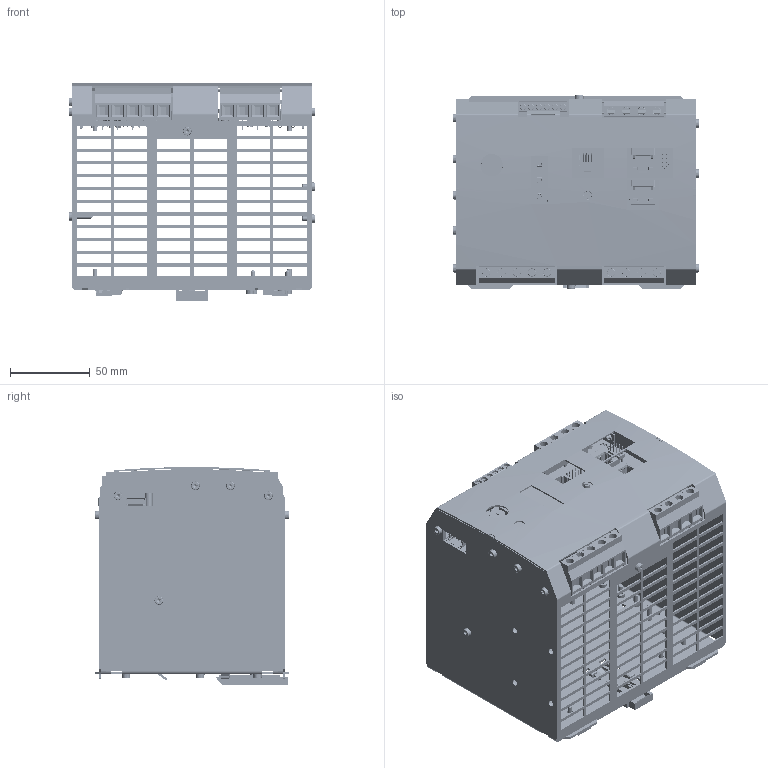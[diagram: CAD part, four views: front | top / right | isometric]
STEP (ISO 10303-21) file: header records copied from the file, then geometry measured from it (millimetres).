
FILE_DESCRIPTION(/* description */ (''),/* implementation_level */ '2;1');
FILE_NAME(/* name */ 'CBI24xx.stp',/* time_stamp */ '2016-06-16T09:49:16-04:00',/* author */ ('CAD Station'),/* organization */ (''),/* preprocessor_version */ 'ST-DEVELOPER v16.1',/* originating_system */ 'Autodesk Inventor 2016',/* authorisation */ '');
FILE_SCHEMA (('AUTOMOTIVE_DESIGN { 1 0 10303 214 3 1 1 }'));
Products named in the file (55): CS CBI480W A24.323.218 1A4 MCU I_O; MQF.002.100A5_Morsetto di terra; MQF.001.100_Morsetto M3; Strip 2P_5 H 14 Doppio Isolante; MDLSP1-14M; Strip 2P_5 H 08 Doppio Isolante; MDLSP1-08M; Strip 2P_5; SAURO 3P p.10 msp0300n; SAURO 2P p.10 msp0200n; SAURO 3P p.5 msq03001; AMP MODUII 2 Poli - TE c-0280377-01-r2-3d; AMP MODUII 4 Poli - TE c-0280378-01-r2-3d; Insulator; Pins; Pins_1; Pins_2; Pins_3; Pins_4; Pins_5; RJ 11 615006138521 Verticale; 1; 2; 3; 4; RJ 45 615008138021 Verticale; 14P Conn F Flat Cable Volante ; 14P Conn M Flat Cable EAD; CNY17; Strip 2P_4 H 14 Doppio Isolante; C_D9S6P10; MOV D14 14N511; Fusibile 5x20; C_Poliest_09_32H17_P28; Ponte KBU; Rele_VEGhA; R_Generica 2W_O; Potenziometro CA14VL12,5; Perno Trimmer CA14 Piccolo; CS CBI480W A24.323.218 1A4 MCU I_O - Assemblata ...
Assembly tree (118 placements, depth 4):
  CBI2420A
    CS CBI480W A24.323.218 1A4 MCU I_O - Assemblata
      CS CBI480W A24.323.218 1A4 MCU I_O
      MQF.002.100A5_Morsetto di terra  x5
      MQF.001.100_Morsetto M3  x2
      Strip 2P_5 H 14 Doppio Isolante
      MDLSP1-14M  x4
      Strip 2P_5 H 08 Doppio Isolante  x2
      MDLSP1-08M  x3
      Strip 2P_5
      SAURO 3P p.10 msp0300n
      SAURO 2P p.10 msp0200n  x5
      SAURO 3P p.5 msq03001  x2
      AMP MODUII 2 Poli - TE c-0280377-01-r2-3d  x2
      AMP MODUII 4 Poli - TE c-0280378-01-r2-3d
      RJ 11 615006138521 Verticale
        Insulator
        Pins
        Pins_1
        Pins_2
        Pins_3
        Pins_4
        Pins_5
      RJ 45 615008138021 Verticale  x2
        1
        2
        3
        4
      14P Conn F Flat Cable Volante 
      14P Conn M Flat Cable EAD
      CNY17
      Strip 2P_4 H 14 Doppio Isolante
      C_D9S6P10  x2
      MOV D14 14N511
      Fusibile 5x20
      C_Poliest_09_32H17_P28
      Ponte KBU  x2
      Rele_VEGhA  x2
      R_Generica 2W_O  x2
      Potenziometro CA14VL12,5
      Perno Trimmer CA14 Piccolo
    CS CBI480W A24.323.218 5_8A3 Interfaccia Utente - Assemblata
      CS CBI480W A24.323.218 5_8A3 Interfaccia Utente
      Led OSRAM LS A676  x3
      Strip 2P_5 Bottom Entry
      Selettore Hartmann PT65_THR
      Pulsante CS Vert ADIMPEX KTH00473
    CBI480W M3M
    CBI480W M3M_1
    MHN.074.108A1_Blocco 2x KBU8
    Jumper  x7
    MGP.451.90MA5_Gancio Din
    Screw GB_T 2171.1 M3 x 6  x27
    Screw GB_T 2171.1 M3 x18
    Screw GB_T 2171.1 M3 x 13 Autofilettante  x3
Bounding box: 154.8 x 121.4 x 136.92 mm (x, y, z)
Volume: 197291 mm3; surface area: 272604.9 mm2
Topology: 261 solids, 274 shells, 9611 faces, 24753 edges, 15854 vertices
Faces by surface type: plane 6784, cylinder 1935, torus 283, bspline 261, sphere 184, cone 164
Full cylindrical faces by diameter (mm): 0.3 x12, 0.45 x24, 0.5 x1, 0.64 x28, 0.8 x8, 0.9 x4, 1 x221, 1.2 x7, 1.3 x21, 1.4 x6, 1.52 x8, 1.8 x2, 2 x8, 2.4 x3, 2.5 x3, 2.675 x31, 2.7 x7, 3 x51, 3.1 x3, 3.3 x1, 3.4 x1, 3.5 x5, 3.68 x10, 3.85 x6, 3.88 x8, 4 x21, 4.3 x1, 4.5 x1, 4.6 x11, 4.7 x5
Entity records: 183487 total; most frequent: CARTESIAN_POINT 38735, ORIENTED_EDGE 28890, DIRECTION 27908, EDGE_CURVE 14445, LINE 11618, VECTOR 11618, VERTEX_POINT 9571, AXIS2_PLACEMENT_3D 8145
